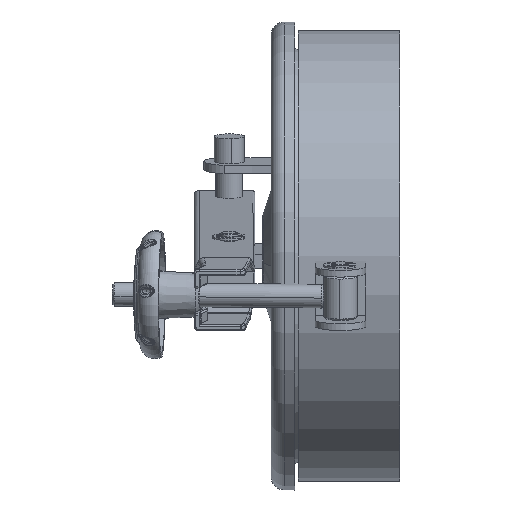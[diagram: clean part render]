
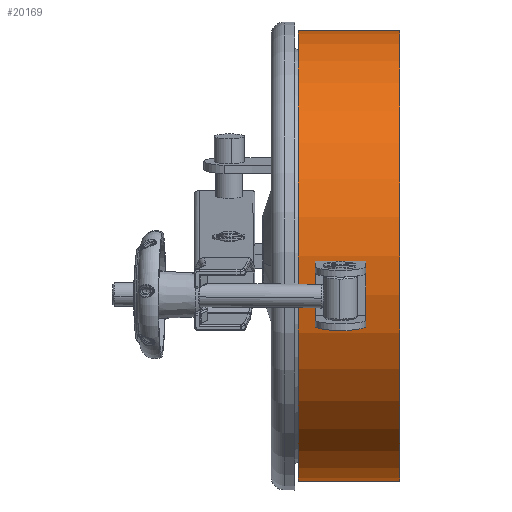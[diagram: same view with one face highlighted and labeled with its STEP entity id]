
A CAD part, left-side view. The second image highlights one B-rep face of the part: STEP entity #20169.
In plain terms, the highlighted cylindrical face has radius 133.5 mm (diameter 267 mm), a partial arc.
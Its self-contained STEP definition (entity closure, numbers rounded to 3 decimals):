
#8966 = DIRECTION ( 'NONE',  ( 0., -1., 0. ) ) ;
#8967 = VECTOR ( 'NONE', #8966, 1000. ) ;
#9014 = DIRECTION ( 'NONE',  ( 0., 0., -1. ) ) ;
#9015 = DIRECTION ( 'NONE',  ( 0., -1., 0. ) ) ;
#9016 = CARTESIAN_POINT ( 'NONE',  ( 0., 0., 0. ) ) ;
#9017 = AXIS2_PLACEMENT_3D ( 'NONE', #9016, #9015, #9014 ) ;
#9018 = CIRCLE ( 'NONE', #9017, 133.5 ) ;
#9402 = CARTESIAN_POINT ( 'NONE',  ( 0., -529.887, -133.5 ) ) ;
#9403 = LINE ( 'NONE', #9402, #8967 ) ;
#9459 = DIRECTION ( 'NONE',  ( 0., 0., -1. ) ) ;
#9460 = DIRECTION ( 'NONE',  ( 0., -1., 0. ) ) ;
#9461 = AXIS2_PLACEMENT_3D ( 'NONE', #9463, #9460, #9459 ) ;
#9463 = CARTESIAN_POINT ( 'NONE',  ( 0., -529.887, 0. ) ) ;
#9464 = CYLINDRICAL_SURFACE ( 'NONE', #9461, 133.5 ) ;
#9465 = FACE_OUTER_BOUND ( 'NONE', #20170, .T. ) ;
#9519 = DIRECTION ( 'NONE',  ( 0., -1., 0. ) ) ;
#9520 = VECTOR ( 'NONE', #9519, 1000. ) ;
#9521 = CARTESIAN_POINT ( 'NONE',  ( 0., -529.887, 133.5 ) ) ;
#9522 = LINE ( 'NONE', #9521, #9520 ) ;
#9527 = CARTESIAN_POINT ( 'NONE',  ( 0., -60., -133.5 ) ) ;
#9573 = CARTESIAN_POINT ( 'NONE',  ( 0., 0., 133.5 ) ) ;
#9574 = CARTESIAN_POINT ( 'NONE',  ( 0., 0., -133.5 ) ) ;
#9602 = CARTESIAN_POINT ( 'NONE',  ( 0., -60., 133.5 ) ) ;
#9625 = DIRECTION ( 'NONE',  ( 0., 0., -1. ) ) ;
#9626 = DIRECTION ( 'NONE',  ( 0., -1., 0. ) ) ;
#9627 = AXIS2_PLACEMENT_3D ( 'NONE', #9633, #9626, #9625 ) ;
#9628 = CIRCLE ( 'NONE', #9627, 133.5 ) ;
#9633 = CARTESIAN_POINT ( 'NONE',  ( 0., -60., 0. ) ) ;
#19950 = EDGE_CURVE ( 'NONE', #20231, #20230, #9018, .T. ) ;
#20161 = EDGE_CURVE ( 'NONE', #20230, #20225, #9403, .T. ) ;
#20164 = ORIENTED_EDGE ( 'NONE', *, *, #20288, .F. ) ;
#20165 = ORIENTED_EDGE ( 'NONE', *, *, #20161, .T. ) ;
#20167 = ORIENTED_EDGE ( 'NONE', *, *, #19950, .T. ) ;
#20168 = ORIENTED_EDGE ( 'NONE', *, *, #20228, .F. ) ;
#20169 = ADVANCED_FACE ( 'NONE', ( #9465 ), #9464, .T. ) ;
#20170 = EDGE_LOOP ( 'NONE', ( #20168, #20167, #20165, #20164 ) ) ;
#20225 = VERTEX_POINT ( 'NONE', #9527 ) ;
#20228 = EDGE_CURVE ( 'NONE', #20231, #20264, #9522, .T. ) ;
#20230 = VERTEX_POINT ( 'NONE', #9574 ) ;
#20231 = VERTEX_POINT ( 'NONE', #9573 ) ;
#20264 = VERTEX_POINT ( 'NONE', #9602 ) ;
#20288 = EDGE_CURVE ( 'NONE', #20264, #20225, #9628, .T. ) ;
